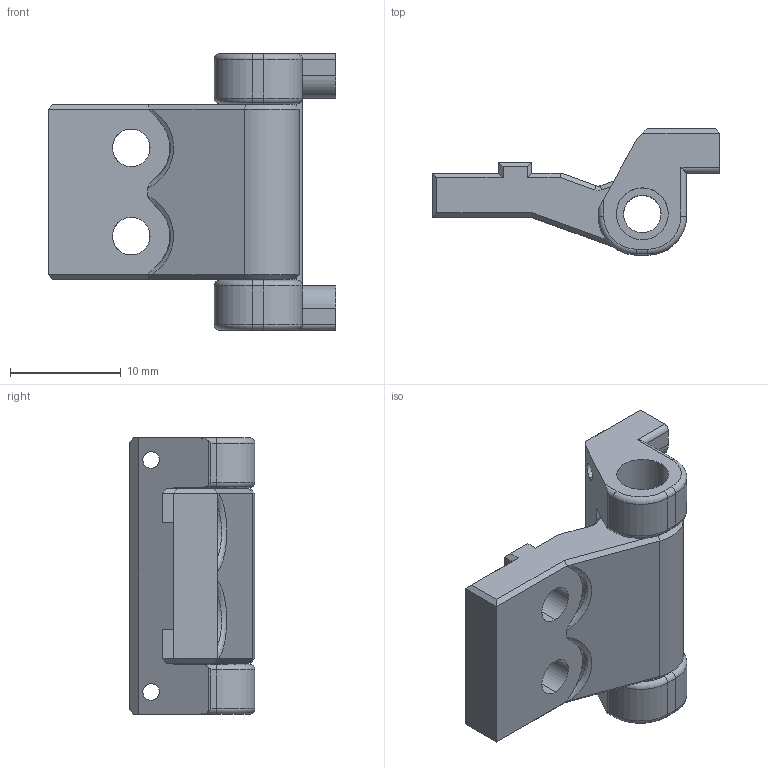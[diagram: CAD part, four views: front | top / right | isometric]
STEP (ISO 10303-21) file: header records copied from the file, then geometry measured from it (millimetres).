
FILE_DESCRIPTION (( 'STEP AP214' ), '1' );
FILE_NAME ('pivoting_pi_camera_mount.STEP', '2021-09-27T07:56:44', ( '' ), ( '' ), 'SwSTEP 2.0', 'SolidWorks 2021', '' );
FILE_SCHEMA (( 'AUTOMOTIVE_DESIGN' ));
Length unit declared in the file: millimetre
Products named in the file (3): rail mount^pivoting_pi_camera_mount; cam mount^pivoting_pi_camera_mount; pivoting_pi_camera_mount
Assembly tree (2 placements, depth 2):
  pivoting_pi_camera_mount
    cam mount^pivoting_pi_camera_mount
    rail mount^pivoting_pi_camera_mount
Bounding box: 26 x 11.4 x 25 mm (x, y, z)
Volume: 2443.9 mm3; surface area: 2324.8 mm2
Topology: 2 solids, 2 shells, 124 faces, 310 edges, 189 vertices
Faces by surface type: plane 61, cylinder 44, cone 9, torus 8, bspline 2
Entity records: 3903 total; most frequent: CARTESIAN_POINT 836, DIRECTION 625, ORIENTED_EDGE 620, EDGE_CURVE 310, AXIS2_PLACEMENT_3D 214, VECTOR 197, LINE 197, VERTEX_POINT 189
